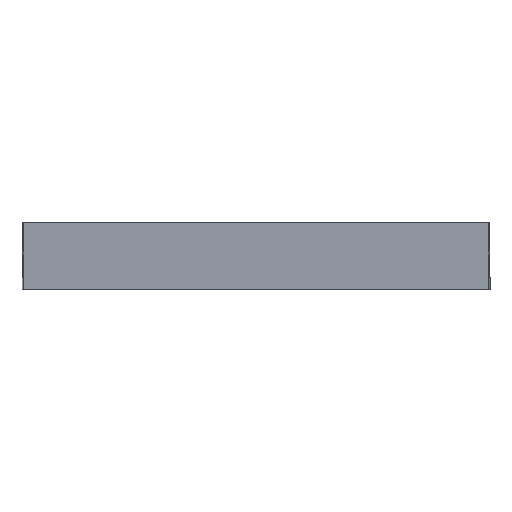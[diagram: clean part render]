
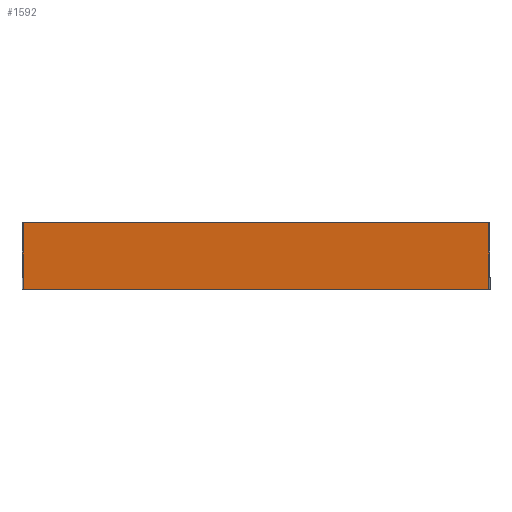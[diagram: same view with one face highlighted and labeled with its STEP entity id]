
A CAD part, top view. The second image highlights one B-rep face of the part: STEP entity #1592.
In plain terms, the highlighted planar face has unit normal (0, -0.087, 0.996).
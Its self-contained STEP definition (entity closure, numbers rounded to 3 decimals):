
#545 = CYLINDRICAL_SURFACE('',#546,1.);
#546 = AXIS2_PLACEMENT_3D('',#547,#548,#549);
#547 = CARTESIAN_POINT('',(2.5,-289.902,-42.644));
#548 = DIRECTION('',(0.,0.996,0.087));
#549 = DIRECTION('',(0.,0.087,-0.996));
#948 = VERTEX_POINT('',#949);
#949 = CARTESIAN_POINT('',(2.5,-289.815,-43.641));
#1035 = VERTEX_POINT('',#1036);
#1036 = CARTESIAN_POINT('',(2.5,-2.413,-18.496));
#1067 = EDGE_CURVE('',#948,#1035,#1068,.T.);
#1068 = SURFACE_CURVE('',#1069,(#1073,#1080),.PCURVE_S1.);
#1069 = LINE('',#1070,#1071);
#1070 = CARTESIAN_POINT('',(2.5,-289.815,-43.641));
#1071 = VECTOR('',#1072,1.);
#1072 = DIRECTION('',(0.,0.996,0.087));
#1073 = PCURVE('',#545,#1074);
#1074 = DEFINITIONAL_REPRESENTATION('',(#1075),#1079);
#1075 = LINE('',#1076,#1077);
#1076 = CARTESIAN_POINT('',(0.,0.));
#1077 = VECTOR('',#1078,1.);
#1078 = DIRECTION('',(0.,1.));
#1079 = ( GEOMETRIC_REPRESENTATION_CONTEXT(2) 
PARAMETRIC_REPRESENTATION_CONTEXT() REPRESENTATION_CONTEXT('2D SPACE',''
  ) );
#1080 = PCURVE('',#1081,#1086);
#1081 = PLANE('',#1082);
#1082 = AXIS2_PLACEMENT_3D('',#1083,#1084,#1085);
#1083 = CARTESIAN_POINT('',(1011.4,-146.114,-31.068)
  );
#1084 = DIRECTION('',(0.,0.087,-0.996));
#1085 = DIRECTION('',(0.,0.996,0.087));
#1086 = DEFINITIONAL_REPRESENTATION('',(#1087),#1091);
#1087 = LINE('',#1088,#1089);
#1088 = CARTESIAN_POINT('',(-144.25,-1008.9));
#1089 = VECTOR('',#1090,1.);
#1090 = DIRECTION('',(1.,0.));
#1091 = ( GEOMETRIC_REPRESENTATION_CONTEXT(2) 
PARAMETRIC_REPRESENTATION_CONTEXT() REPRESENTATION_CONTEXT('2D SPACE',''
  ) );
#1529 = CYLINDRICAL_SURFACE('',#1530,2.5);
#1530 = AXIS2_PLACEMENT_3D('',#1531,#1532,#1533);
#1531 = CARTESIAN_POINT('',(2020.3,-289.597,-46.131)
  );
#1532 = DIRECTION('',(-1.,0.,0.));
#1533 = DIRECTION('',(0.,-0.087,0.996));
#1558 = CYLINDRICAL_SURFACE('',#1559,1.);
#1559 = AXIS2_PLACEMENT_3D('',#1560,#1561,#1562);
#1560 = CARTESIAN_POINT('',(2022.8,-2.5,-17.5));
#1561 = DIRECTION('',(-1.,0.,0.));
#1562 = DIRECTION('',(0.,1.,0.));
#1592 = ADVANCED_FACE('',(#1593),#1081,.F.);
#1593 = FACE_BOUND('',#1594,.F.);
#1594 = EDGE_LOOP('',(#1595,#1618,#1646,#1667));
#1595 = ORIENTED_EDGE('',*,*,#1596,.T.);
#1596 = EDGE_CURVE('',#1035,#1597,#1599,.T.);
#1597 = VERTEX_POINT('',#1598);
#1598 = CARTESIAN_POINT('',(2020.3,-2.413,-18.496)
  );
#1599 = SURFACE_CURVE('',#1600,(#1604,#1611),.PCURVE_S1.);
#1600 = LINE('',#1601,#1602);
#1601 = CARTESIAN_POINT('',(2.5,-2.413,-18.496));
#1602 = VECTOR('',#1603,1.);
#1603 = DIRECTION('',(1.,0.,0.));
#1604 = PCURVE('',#1081,#1605);
#1605 = DEFINITIONAL_REPRESENTATION('',(#1606),#1610);
#1606 = LINE('',#1607,#1608);
#1607 = CARTESIAN_POINT('',(144.25,-1008.9));
#1608 = VECTOR('',#1609,1.);
#1609 = DIRECTION('',(0.,1.));
#1610 = ( GEOMETRIC_REPRESENTATION_CONTEXT(2) 
PARAMETRIC_REPRESENTATION_CONTEXT() REPRESENTATION_CONTEXT('2D SPACE',''
  ) );
#1611 = PCURVE('',#1558,#1612);
#1612 = DEFINITIONAL_REPRESENTATION('',(#1613),#1617);
#1613 = LINE('',#1614,#1615);
#1614 = CARTESIAN_POINT('',(1.484,2020.3));
#1615 = VECTOR('',#1616,1.);
#1616 = DIRECTION('',(-0.,-1.));
#1617 = ( GEOMETRIC_REPRESENTATION_CONTEXT(2) 
PARAMETRIC_REPRESENTATION_CONTEXT() REPRESENTATION_CONTEXT('2D SPACE',''
  ) );
#1618 = ORIENTED_EDGE('',*,*,#1619,.T.);
#1619 = EDGE_CURVE('',#1597,#1620,#1622,.T.);
#1620 = VERTEX_POINT('',#1621);
#1621 = CARTESIAN_POINT('',(2020.3,-289.815,-43.641)
  );
#1622 = SURFACE_CURVE('',#1623,(#1627,#1634),.PCURVE_S1.);
#1623 = LINE('',#1624,#1625);
#1624 = CARTESIAN_POINT('',(2020.3,-2.413,-18.496)
  );
#1625 = VECTOR('',#1626,1.);
#1626 = DIRECTION('',(0.,-0.996,-0.087));
#1627 = PCURVE('',#1081,#1628);
#1628 = DEFINITIONAL_REPRESENTATION('',(#1629),#1633);
#1629 = LINE('',#1630,#1631);
#1630 = CARTESIAN_POINT('',(144.25,1008.9));
#1631 = VECTOR('',#1632,1.);
#1632 = DIRECTION('',(-1.,0.));
#1633 = ( GEOMETRIC_REPRESENTATION_CONTEXT(2) 
PARAMETRIC_REPRESENTATION_CONTEXT() REPRESENTATION_CONTEXT('2D SPACE',''
  ) );
#1634 = PCURVE('',#1635,#1640);
#1635 = CYLINDRICAL_SURFACE('',#1636,1.);
#1636 = AXIS2_PLACEMENT_3D('',#1637,#1638,#1639);
#1637 = CARTESIAN_POINT('',(2020.3,-2.5,-17.5));
#1638 = DIRECTION('',(0.,-0.996,-0.087));
#1639 = DIRECTION('',(0.,0.087,-0.996));
#1640 = DEFINITIONAL_REPRESENTATION('',(#1641),#1645);
#1641 = LINE('',#1642,#1643);
#1642 = CARTESIAN_POINT('',(0.,0.));
#1643 = VECTOR('',#1644,1.);
#1644 = DIRECTION('',(0.,1.));
#1645 = ( GEOMETRIC_REPRESENTATION_CONTEXT(2) 
PARAMETRIC_REPRESENTATION_CONTEXT() REPRESENTATION_CONTEXT('2D SPACE',''
  ) );
#1646 = ORIENTED_EDGE('',*,*,#1647,.T.);
#1647 = EDGE_CURVE('',#1620,#948,#1648,.T.);
#1648 = SURFACE_CURVE('',#1649,(#1653,#1660),.PCURVE_S1.);
#1649 = LINE('',#1650,#1651);
#1650 = CARTESIAN_POINT('',(2020.3,-289.815,-43.641)
  );
#1651 = VECTOR('',#1652,1.);
#1652 = DIRECTION('',(-1.,0.,0.));
#1653 = PCURVE('',#1081,#1654);
#1654 = DEFINITIONAL_REPRESENTATION('',(#1655),#1659);
#1655 = LINE('',#1656,#1657);
#1656 = CARTESIAN_POINT('',(-144.25,1008.9));
#1657 = VECTOR('',#1658,1.);
#1658 = DIRECTION('',(0.,-1.));
#1659 = ( GEOMETRIC_REPRESENTATION_CONTEXT(2) 
PARAMETRIC_REPRESENTATION_CONTEXT() REPRESENTATION_CONTEXT('2D SPACE',''
  ) );
#1660 = PCURVE('',#1529,#1661);
#1661 = DEFINITIONAL_REPRESENTATION('',(#1662),#1666);
#1662 = LINE('',#1663,#1664);
#1663 = CARTESIAN_POINT('',(-0.,0.));
#1664 = VECTOR('',#1665,1.);
#1665 = DIRECTION('',(-0.,1.));
#1666 = ( GEOMETRIC_REPRESENTATION_CONTEXT(2) 
PARAMETRIC_REPRESENTATION_CONTEXT() REPRESENTATION_CONTEXT('2D SPACE',''
  ) );
#1667 = ORIENTED_EDGE('',*,*,#1067,.T.);
